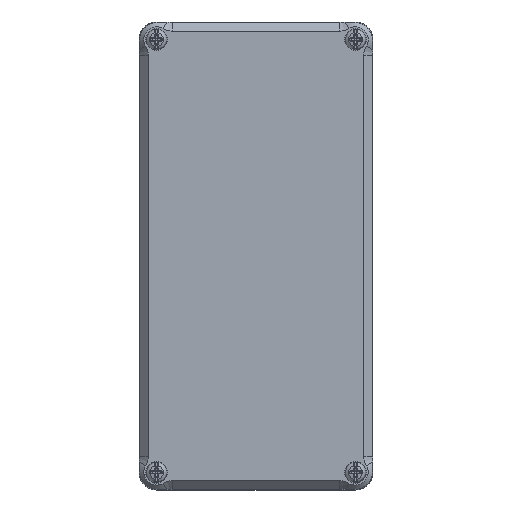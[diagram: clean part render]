
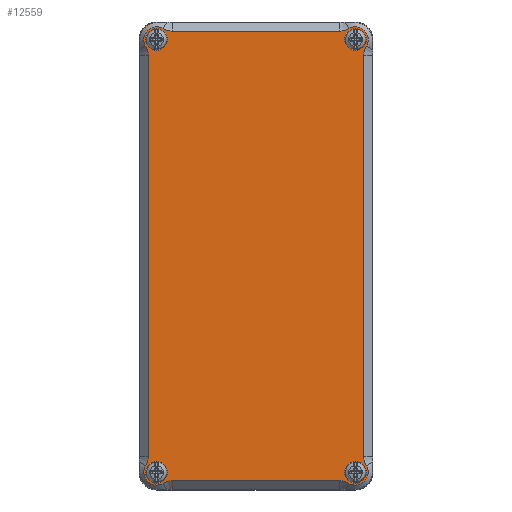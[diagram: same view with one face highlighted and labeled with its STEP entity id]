
A CAD part, top view. The second image highlights one B-rep face of the part: STEP entity #12559.
In plain terms, the highlighted face is planar.
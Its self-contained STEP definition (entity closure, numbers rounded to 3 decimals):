
#11186=CARTESIAN_POINT('',(30.3,-74.0,-7.5));
#11187=VERTEX_POINT('',#11186);
#11188=CARTESIAN_POINT('',(34.,-74.0,-7.5));
#11189=DIRECTION('',(0.0,0.0,1.0));
#11190=DIRECTION('',(1.0,0.0,0.0));
#11191=AXIS2_PLACEMENT_3D('',#11188,#11189,#11190);
#11192=CIRCLE('',#11191,3.7);
#11193=EDGE_CURVE('',#11187,#11187,#11192,.T.);
#11242=CARTESIAN_POINT('',(-37.7,-74.0,-7.5));
#11243=VERTEX_POINT('',#11242);
#11244=CARTESIAN_POINT('',(-34.,-74.0,-7.5));
#11245=DIRECTION('',(0.0,0.0,1.0));
#11246=DIRECTION('',(1.0,0.0,0.0));
#11247=AXIS2_PLACEMENT_3D('',#11244,#11245,#11246);
#11248=CIRCLE('',#11247,3.7);
#11249=EDGE_CURVE('',#11243,#11243,#11248,.T.);
#11298=CARTESIAN_POINT('',(30.3,74.0,-7.5));
#11299=VERTEX_POINT('',#11298);
#11300=CARTESIAN_POINT('',(34.,74.0,-7.5));
#11301=DIRECTION('',(0.0,0.0,1.0));
#11302=DIRECTION('',(1.0,0.0,0.0));
#11303=AXIS2_PLACEMENT_3D('',#11300,#11301,#11302);
#11304=CIRCLE('',#11303,3.7);
#11305=EDGE_CURVE('',#11299,#11299,#11304,.T.);
#11354=CARTESIAN_POINT('',(-37.7,74.0,-7.5));
#11355=VERTEX_POINT('',#11354);
#11356=CARTESIAN_POINT('',(-34.,74.0,-7.5));
#11357=DIRECTION('',(0.0,0.0,1.0));
#11358=DIRECTION('',(1.0,0.0,0.0));
#11359=AXIS2_PLACEMENT_3D('',#11356,#11357,#11358);
#11360=CIRCLE('',#11359,3.7);
#11361=EDGE_CURVE('',#11355,#11355,#11360,.T.);
#11388=CARTESIAN_POINT('',(37.722,71.763,-7.5));
#11389=VERTEX_POINT('',#11388);
#11396=CARTESIAN_POINT('',(31.763,77.722,-7.5));
#11397=VERTEX_POINT('',#11396);
#11398=CARTESIAN_POINT('',(34.,74.0,-7.5));
#11399=DIRECTION('',(0.0,0.0,-1.0));
#11400=DIRECTION('',(1.0,0.0,0.0));
#11401=AXIS2_PLACEMENT_3D('',#11398,#11399,#11400);
#11402=CIRCLE('',#11401,4.343);
#11403=EDGE_CURVE('',#11397,#11389,#11402,.T.);
#11480=CARTESIAN_POINT('',(28.592,76.843,-7.5));
#11481=VERTEX_POINT('',#11480);
#11482=CARTESIAN_POINT('',(28.592,83.0,-7.5));
#11483=DIRECTION('',(0.0,0.0,1.0));
#11484=DIRECTION('',(1.0,0.0,0.0));
#11485=AXIS2_PLACEMENT_3D('',#11482,#11483,#11484);
#11486=CIRCLE('',#11485,6.157);
#11487=EDGE_CURVE('',#11481,#11397,#11486,.T.);
#11520=CARTESIAN_POINT('',(-28.592,76.843,-7.5));
#11521=VERTEX_POINT('',#11520);
#11528=CARTESIAN_POINT('',(-31.763,77.722,-7.5));
#11529=VERTEX_POINT('',#11528);
#11530=CARTESIAN_POINT('',(-28.592,83.0,-7.5));
#11531=DIRECTION('',(0.0,0.0,1.0));
#11532=DIRECTION('',(1.0,0.0,0.0));
#11533=AXIS2_PLACEMENT_3D('',#11530,#11531,#11532);
#11534=CIRCLE('',#11533,6.157);
#11535=EDGE_CURVE('',#11529,#11521,#11534,.T.);
#11567=CARTESIAN_POINT('',(-37.722,71.763,-7.5));
#11568=VERTEX_POINT('',#11567);
#11569=CARTESIAN_POINT('',(-34.,74.0,-7.5));
#11570=DIRECTION('',(0.0,0.0,-1.0));
#11571=DIRECTION('',(1.0,0.0,0.0));
#11572=AXIS2_PLACEMENT_3D('',#11569,#11570,#11571);
#11573=CIRCLE('',#11572,4.343);
#11574=EDGE_CURVE('',#11568,#11529,#11573,.T.);
#11651=CARTESIAN_POINT('',(-36.843,68.592,-7.5));
#11652=VERTEX_POINT('',#11651);
#11653=CARTESIAN_POINT('',(-43.0,68.592,-7.5));
#11654=DIRECTION('',(0.0,0.0,1.0));
#11655=DIRECTION('',(1.0,0.0,0.0));
#11656=AXIS2_PLACEMENT_3D('',#11653,#11654,#11655);
#11657=CIRCLE('',#11656,6.157);
#11658=EDGE_CURVE('',#11652,#11568,#11657,.T.);
#11691=CARTESIAN_POINT('',(-36.843,-68.592,-7.5));
#11692=VERTEX_POINT('',#11691);
#11699=CARTESIAN_POINT('',(-37.722,-71.763,-7.5));
#11700=VERTEX_POINT('',#11699);
#11701=CARTESIAN_POINT('',(-43.0,-68.592,-7.5));
#11702=DIRECTION('',(0.0,0.0,1.0));
#11703=DIRECTION('',(1.0,0.0,0.0));
#11704=AXIS2_PLACEMENT_3D('',#11701,#11702,#11703);
#11705=CIRCLE('',#11704,6.157);
#11706=EDGE_CURVE('',#11700,#11692,#11705,.T.);
#11730=CARTESIAN_POINT('',(-36.843,-68.592,-7.5));
#11731=DIRECTION('',(0.0,1.0,0.0));
#11732=VECTOR('',#11731,137.183);
#11733=LINE('',#11730,#11732);
#11734=EDGE_CURVE('',#11692,#11652,#11733,.T.);
#11752=CARTESIAN_POINT('',(-28.592,76.843,-7.5));
#11753=DIRECTION('',(1.0,0.0,0.0));
#11754=VECTOR('',#11753,57.183);
#11755=LINE('',#11752,#11754);
#11756=EDGE_CURVE('',#11521,#11481,#11755,.T.);
#11781=CARTESIAN_POINT('',(36.843,68.592,-7.5));
#11782=VERTEX_POINT('',#11781);
#11789=CARTESIAN_POINT('',(43.,68.592,-7.5));
#11790=DIRECTION('',(0.0,0.0,1.0));
#11791=DIRECTION('',(1.0,0.0,0.0));
#11792=AXIS2_PLACEMENT_3D('',#11789,#11790,#11791);
#11793=CIRCLE('',#11792,6.157);
#11794=EDGE_CURVE('',#11389,#11782,#11793,.T.);
#11814=CARTESIAN_POINT('',(36.843,-68.592,-7.5));
#11815=VERTEX_POINT('',#11814);
#11822=CARTESIAN_POINT('',(36.843,68.592,-7.5));
#11823=DIRECTION('',(0.0,-1.0,0.0));
#11824=VECTOR('',#11823,137.183);
#11825=LINE('',#11822,#11824);
#11826=EDGE_CURVE('',#11782,#11815,#11825,.T.);
#11851=CARTESIAN_POINT('',(37.722,-71.763,-7.5));
#11852=VERTEX_POINT('',#11851);
#11859=CARTESIAN_POINT('',(43.0,-68.592,-7.5));
#11860=DIRECTION('',(0.0,0.0,1.0));
#11861=DIRECTION('',(1.0,0.0,0.0));
#11862=AXIS2_PLACEMENT_3D('',#11859,#11860,#11861);
#11863=CIRCLE('',#11862,6.157);
#11864=EDGE_CURVE('',#11815,#11852,#11863,.T.);
#11935=CARTESIAN_POINT('',(31.763,-77.722,-7.5));
#11936=VERTEX_POINT('',#11935);
#11943=CARTESIAN_POINT('',(34.,-74.0,-7.5));
#11944=DIRECTION('',(0.0,0.0,-1.0));
#11945=DIRECTION('',(1.0,0.0,0.0));
#11946=AXIS2_PLACEMENT_3D('',#11943,#11944,#11945);
#11947=CIRCLE('',#11946,4.343);
#11948=EDGE_CURVE('',#11852,#11936,#11947,.T.);
#11974=CARTESIAN_POINT('',(28.592,-76.843,-7.5));
#11975=VERTEX_POINT('',#11974);
#11982=CARTESIAN_POINT('',(28.592,-83.0,-7.5));
#11983=DIRECTION('',(0.0,0.0,1.0));
#11984=DIRECTION('',(1.0,0.0,0.0));
#11985=AXIS2_PLACEMENT_3D('',#11982,#11983,#11984);
#11986=CIRCLE('',#11985,6.157);
#11987=EDGE_CURVE('',#11936,#11975,#11986,.T.);
#12007=CARTESIAN_POINT('',(-28.592,-76.843,-7.5));
#12008=VERTEX_POINT('',#12007);
#12015=CARTESIAN_POINT('',(28.592,-76.843,-7.5));
#12016=DIRECTION('',(-1.0,0.0,0.0));
#12017=VECTOR('',#12016,57.183);
#12018=LINE('',#12015,#12017);
#12019=EDGE_CURVE('',#11975,#12008,#12018,.T.);
#12044=CARTESIAN_POINT('',(-31.763,-77.722,-7.5));
#12045=VERTEX_POINT('',#12044);
#12052=CARTESIAN_POINT('',(-28.592,-83.0,-7.5));
#12053=DIRECTION('',(0.0,0.0,1.0));
#12054=DIRECTION('',(1.0,0.0,0.0));
#12055=AXIS2_PLACEMENT_3D('',#12052,#12053,#12054);
#12056=CIRCLE('',#12055,6.157);
#12057=EDGE_CURVE('',#12008,#12045,#12056,.T.);
#12127=CARTESIAN_POINT('',(-34.,-74.0,-7.5));
#12128=DIRECTION('',(0.0,0.0,-1.0));
#12129=DIRECTION('',(1.0,0.0,0.0));
#12130=AXIS2_PLACEMENT_3D('',#12127,#12128,#12129);
#12131=CIRCLE('',#12130,4.343);
#12132=EDGE_CURVE('',#12045,#11700,#12131,.T.);
#12524=CARTESIAN_POINT('',(0.0,0.0,-7.5));
#12525=DIRECTION('',(0.0,0.0,1.0));
#12526=DIRECTION('',(1.0,0.0,0.0));
#12527=AXIS2_PLACEMENT_3D('',#12524,#12525,#12526);
#12528=PLANE('',#12527);
#12529=ORIENTED_EDGE('',*,*,#11734,.T.);
#12530=ORIENTED_EDGE('',*,*,#11658,.T.);
#12531=ORIENTED_EDGE('',*,*,#11574,.T.);
#12532=ORIENTED_EDGE('',*,*,#11535,.T.);
#12533=ORIENTED_EDGE('',*,*,#11756,.T.);
#12534=ORIENTED_EDGE('',*,*,#11487,.T.);
#12535=ORIENTED_EDGE('',*,*,#11403,.T.);
#12536=ORIENTED_EDGE('',*,*,#11794,.T.);
#12537=ORIENTED_EDGE('',*,*,#11826,.T.);
#12538=ORIENTED_EDGE('',*,*,#11864,.T.);
#12539=ORIENTED_EDGE('',*,*,#11948,.T.);
#12540=ORIENTED_EDGE('',*,*,#11987,.T.);
#12541=ORIENTED_EDGE('',*,*,#12019,.T.);
#12542=ORIENTED_EDGE('',*,*,#12057,.T.);
#12543=ORIENTED_EDGE('',*,*,#12132,.T.);
#12544=ORIENTED_EDGE('',*,*,#11706,.T.);
#12545=EDGE_LOOP('',(#12529,#12530,#12531,#12532,#12533,#12534,#12535,#12536,#12537,#12538,#12539,#12540,#12541,#12542,#12543,#12544));
#12546=FACE_OUTER_BOUND('',#12545,.T.);
#12547=ORIENTED_EDGE('',*,*,#11193,.T.);
#12548=EDGE_LOOP('',(#12547));
#12549=FACE_BOUND('',#12548,.T.);
#12550=ORIENTED_EDGE('',*,*,#11249,.T.);
#12551=EDGE_LOOP('',(#12550));
#12552=FACE_BOUND('',#12551,.T.);
#12553=ORIENTED_EDGE('',*,*,#11305,.T.);
#12554=EDGE_LOOP('',(#12553));
#12555=FACE_BOUND('',#12554,.T.);
#12556=ORIENTED_EDGE('',*,*,#11361,.T.);
#12557=EDGE_LOOP('',(#12556));
#12558=FACE_BOUND('',#12557,.T.);
#12559=ADVANCED_FACE('',(#12546,#12549,#12552,#12555,#12558),#12528,.F.);
